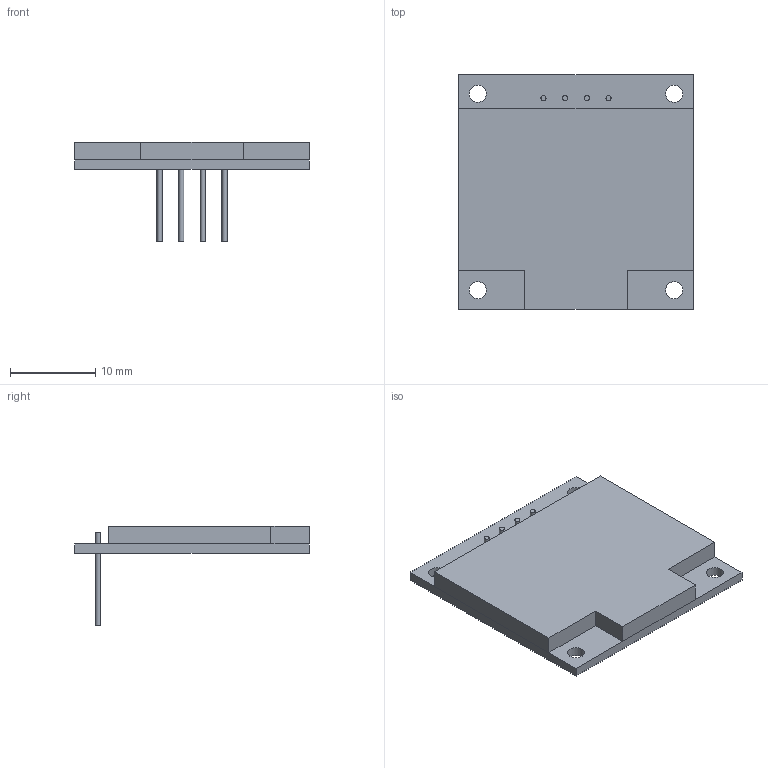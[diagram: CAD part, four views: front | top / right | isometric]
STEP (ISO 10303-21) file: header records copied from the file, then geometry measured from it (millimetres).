
FILE_DESCRIPTION(('FreeCAD Model'),'2;1');
FILE_NAME('OLED.stp', '2020-05-10T18:43:54',('FreeCAD'),('FreeCAD'), 'Open CASCADE STEP processor 7.3','FreeCAD','Unknown');
FILE_SCHEMA(('AUTOMOTIVE_DESIGN { 1 0 10303 214 1 1 1 1 }'));
Length unit declared in the file: millimetre
Products named in the file (1): Open CASCADE STEP translator 7.3 1
Bounding box: 27.5 x 27.5 x 11.7 mm (x, y, z)
Volume: 2039.9 mm3; surface area: 1924.9 mm2
Topology: 1 solids, 1 shells, 37 faces, 75 edges, 48 vertices
Faces by surface type: plane 25, cylinder 12
Full cylindrical faces by diameter (mm): 0.6 x8, 2 x4
Entity records: 2014 total; most frequent: CARTESIAN_POINT 407, DIRECTION 309, LINE 177, VECTOR 177, ORIENTED_EDGE 150, PCURVE 150, DEFINITIONAL_REPRESENTATION 150, EDGE_CURVE 75
